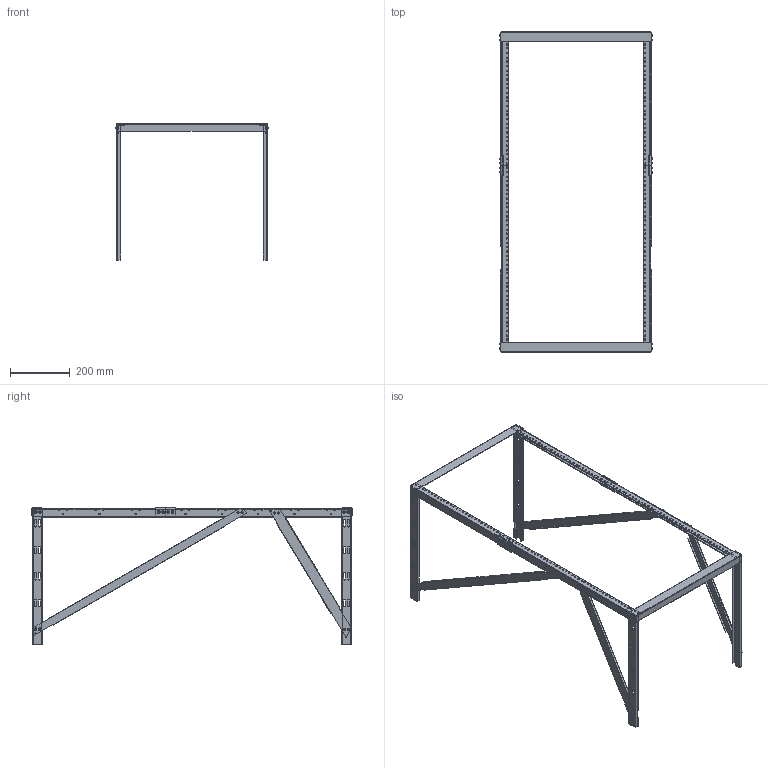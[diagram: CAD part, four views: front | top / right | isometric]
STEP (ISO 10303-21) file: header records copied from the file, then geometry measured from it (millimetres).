
FILE_DESCRIPTION (( 'STEP AP214' ), '1' );
FILE_NAME ('LC-8-12-22UADJWMR_3D.step', '2023-12-14T14:30:18', ( '' ), ( '' ), 'SwSTEP 2.0', 'SolidWorks 2022', '' );
FILE_SCHEMA (( 'AUTOMOTIVE_DESIGN' ));
Length unit declared in the file: inch
Products named in the file (13): top & bottom frame^LC-8-12-22UADJWMR; rail tie plate^LC-8-12-22UADJWMR; top brace left^LC-8-12-22UADJWMR; lf side mbr^top & bottom frame_LC-8-12-22UADJWMR; LC-8-12-22UADJWMR_3D; btm brace left^LC-8-12-22UADJWMR; front mbr^top & bottom frame_LC-8-12-22UADJWMR; button hd screw^LC-8-12-22UADJWMR; vt post 17.5 lg^LC-8-12-22UADJWMR; rt side mbr^top & bottom frame_LC-8-12-22UADJWMR; top brace right^LC-8-12-22UADJWMR; btm brace right^LC-8-12-22UADJWMR; vt mbr 12 & 22_24.5 lg^LC-8-12-22UADJWMR
Assembly tree (31 placements, depth 3):
  LC-8-12-22UADJWMR_3D
    top & bottom frame^LC-8-12-22UADJWMR  x2
      lf side mbr^top & bottom frame_LC-8-12-22UADJWMR
      rt side mbr^top & bottom frame_LC-8-12-22UADJWMR
      front mbr^top & bottom frame_LC-8-12-22UADJWMR
    button hd screw^LC-8-12-22UADJWMR  x16
    vt mbr 12 & 22_24.5 lg^LC-8-12-22UADJWMR  x2
    vt post 17.5 lg^LC-8-12-22UADJWMR  x2
    rail tie plate^LC-8-12-22UADJWMR  x2
    top brace left^LC-8-12-22UADJWMR
    top brace right^LC-8-12-22UADJWMR
    btm brace left^LC-8-12-22UADJWMR
    btm brace right^LC-8-12-22UADJWMR
Bounding box: 511.26 x 1075.56 x 459.2 mm (x, y, z)
Volume: 873444.5 mm3; surface area: 863096 mm2
Topology: 32 solids, 32 shells, 2296 faces, 6348 edges, 4084 vertices
Faces by surface type: cylinder 1460, plane 628, cone 144, bspline 64
Entity records: 36378 total; most frequent: CARTESIAN_POINT 15173, DIRECTION 4363, ORIENTED_EDGE 4196, EDGE_CURVE 2098, AXIS2_PLACEMENT_3D 1650, VERTEX_POINT 1318, EDGE_LOOP 1068, VECTOR 1063
